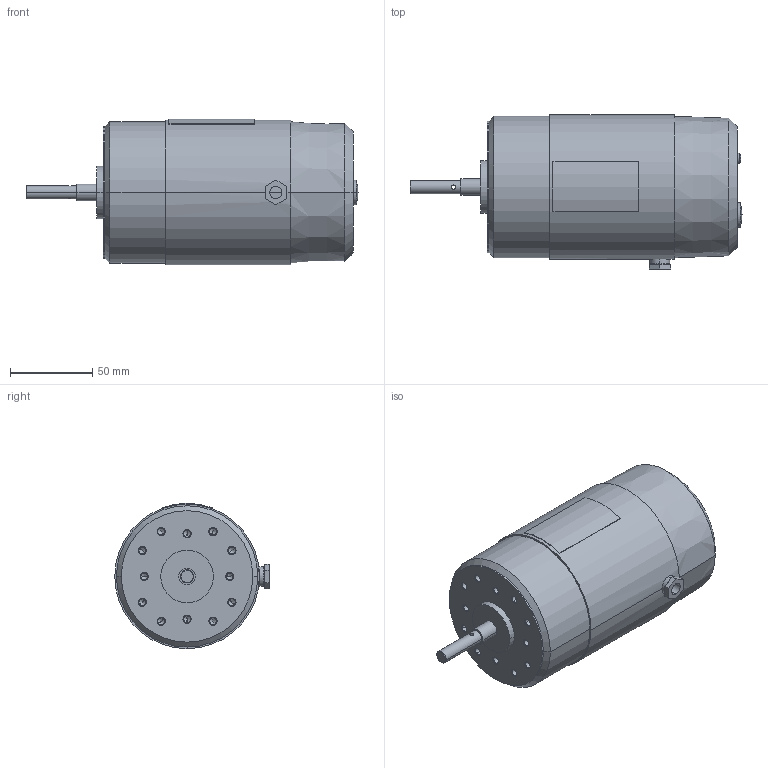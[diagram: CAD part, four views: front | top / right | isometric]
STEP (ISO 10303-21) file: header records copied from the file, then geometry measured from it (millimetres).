
FILE_DESCRIPTION( ( '' ), '1' );
FILE_NAME( 'pm1_85_40_2264293_ohne_fuss_2_03.stp', '2010-02-25T19:17:32', ( '' ), ( '' ), ' ', ' ', ' ' );
FILE_SCHEMA( ( 'CONFIG_CONTROL_DESIGN' ) );
Length unit declared in the file: millimetre
Products named in the file (1): 1
Bounding box: 202 x 94 x 88.5 mm (x, y, z)
Volume: 897114.7 mm3; surface area: 56462.9 mm2
Topology: 1 solids, 1 shells, 133 faces, 303 edges, 170 vertices
Faces by surface type: cone 58, cylinder 49, plane 22, sphere 4
Entity records: 3766 total; most frequent: CARTESIAN_POINT 789, DIRECTION 664, ORIENTED_EDGE 558, EDGE_CURVE 279, AXIS2_PLACEMENT_3D 265, VERTEX_POINT 170, EDGE_LOOP 157, LINE 134
